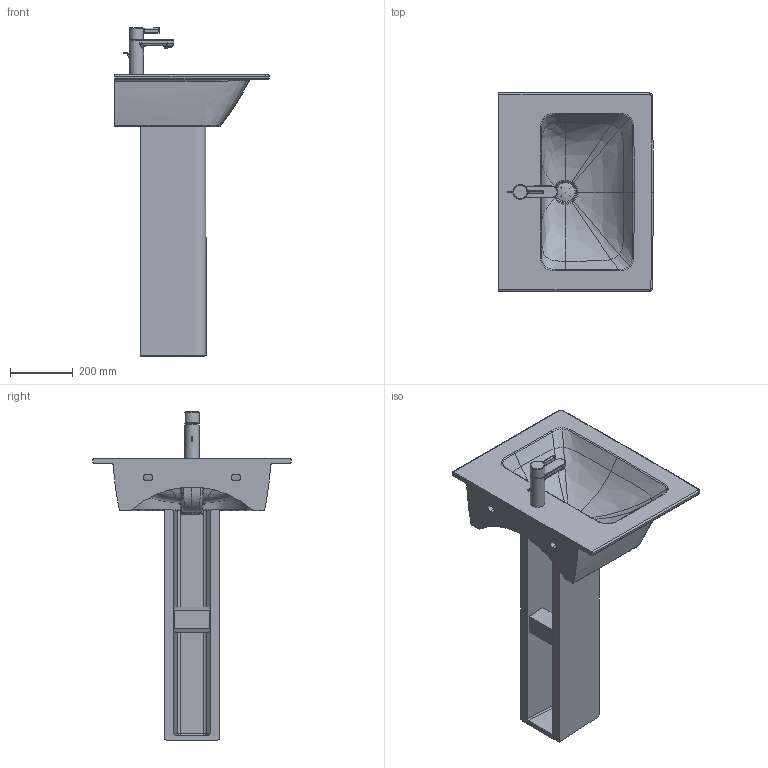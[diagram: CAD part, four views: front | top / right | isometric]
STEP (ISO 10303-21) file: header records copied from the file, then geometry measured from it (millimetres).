
FILE_DESCRIPTION((''),'2;1');
FILE_NAME('233663_2.stp','2015-09-25T19:10:47',('Administrator'),(''),'Autodesk Inventor 2011','Autodesk Inventor 2011','');
FILE_SCHEMA(('CONFIG_CONTROL_DESIGN'));
Length unit declared in the file: millimetre
Products named in the file (11): 233663_2; 233663; 085839; Armatur Durastyle Waschtisch; Fassung Sieb; Griff; Gehäuse; Hebel_Ventil; Gleitring; Kelch; Stopfen
Assembly tree (10 placements, depth 3):
  233663_2
    233663
    085839
    Armatur Durastyle Waschtisch
      Fassung Sieb
      Griff
      Gehäuse
      Hebel_Ventil
      Gleitring
    Kelch
    Stopfen
Bounding box: 490.16 x 630.24 x 1042.35 mm (x, y, z)
Volume: 24396967.2 mm3; surface area: 1989780.6 mm2
Topology: 8 solids, 10 shells, 373 faces, 897 edges, 538 vertices
Faces by surface type: bspline 163, plane 88, cylinder 82, torus 20, sphere 11, cone 9
Full cylindrical faces by diameter (mm): 4 x2, 20.15 x1, 21.15 x1, 23.15 x1, 30 x2, 35 x1, 42 x1, 44 x1, 46 x3, 60 x1
Entity records: 78475 total; most frequent: CARTESIAN_POINT 70167, ORIENTED_EDGE 1708, DIRECTION 1338, EDGE_CURVE 856, AXIS2_PLACEMENT_3D 543, VERTEX_POINT 528, EDGE_LOOP 434, FACE_OUTER_BOUND 372
